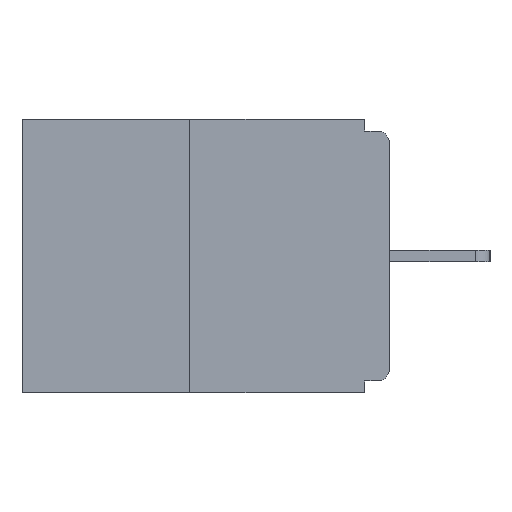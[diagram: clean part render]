
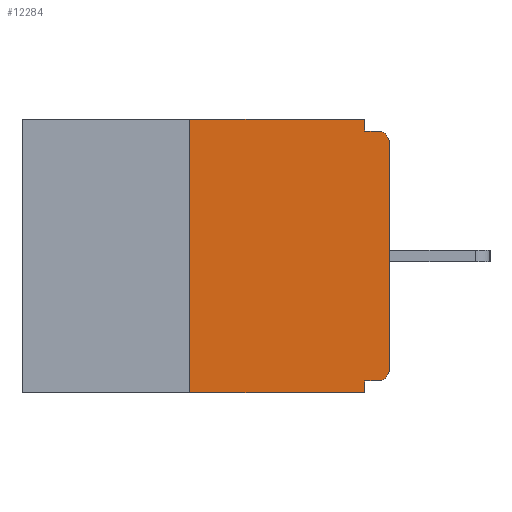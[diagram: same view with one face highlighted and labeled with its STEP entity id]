
A CAD part, left-side view. The second image highlights one B-rep face of the part: STEP entity #12284.
In plain terms, the highlighted planar face has unit normal (-1, 0, 0).
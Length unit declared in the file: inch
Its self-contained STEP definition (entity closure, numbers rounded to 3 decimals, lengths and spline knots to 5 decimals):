
#153 = DIRECTION ( 'NONE',  ( 0., 1., 0. ) ) ;
#551 = EDGE_CURVE ( 'NONE', #18719, #5181, #5577, .T. ) ;
#844 = LINE ( 'NONE', #7056, #2526 ) ;
#1237 = VECTOR ( 'NONE', #8788, 39.37008 ) ;
#1478 = ORIENTED_EDGE ( 'NONE', *, *, #23571, .T. ) ;
#1687 = CARTESIAN_POINT ( 'NONE',  ( 0., 0.25, -0.343 ) ) ;
#1880 = VERTEX_POINT ( 'NONE', #1687 ) ;
#2160 = ORIENTED_EDGE ( 'NONE', *, *, #23972, .T. ) ;
#2409 = VECTOR ( 'NONE', #13028, 39.37008 ) ;
#2526 = VECTOR ( 'NONE', #11641, 39.37008 ) ;
#2788 = CARTESIAN_POINT ( 'NONE',  ( 0., 0.25, 0. ) ) ;
#2869 = VERTEX_POINT ( 'NONE', #21418 ) ;
#3033 = VECTOR ( 'NONE', #20397, 39.37008 ) ;
#3592 = EDGE_CURVE ( 'NONE', #2869, #17184, #23184, .T. ) ;
#4737 = LINE ( 'NONE', #23862, #1237 ) ;
#5181 = VERTEX_POINT ( 'NONE', #18781 ) ;
#5209 = DIRECTION ( 'NONE',  ( 0., 0., -1. ) ) ;
#5399 = DIRECTION ( 'NONE',  ( -1., 0., 0. ) ) ;
#5520 = EDGE_CURVE ( 'NONE', #2869, #24399, #19229, .T. ) ;
#5577 = LINE ( 'NONE', #16381, #26542 ) ;
#5847 = ORIENTED_EDGE ( 'NONE', *, *, #14680, .F. ) ;
#6496 = CIRCLE ( 'NONE', #24205, 0.015 ) ;
#6516 = VECTOR ( 'NONE', #24439, 39.37008 ) ;
#6750 = EDGE_CURVE ( 'NONE', #22099, #11668, #19217, .T. ) ;
#6930 = ORIENTED_EDGE ( 'NONE', *, *, #7187, .T. ) ;
#7056 = CARTESIAN_POINT ( 'NONE',  ( 0., 0.031, 0. ) ) ;
#7187 = EDGE_CURVE ( 'NONE', #1880, #22613, #4737, .T. ) ;
#7350 = EDGE_LOOP ( 'NONE', ( #12491, #26209, #6930, #5847, #14475, #19491, #2160, #1478, #21942, #22414 ) ) ;
#7732 = DIRECTION ( 'NONE',  ( 0., -1., 0. ) ) ;
#7841 = LINE ( 'NONE', #9736, #6516 ) ;
#8563 = CARTESIAN_POINT ( 'NONE',  ( 0., 0., -0.313 ) ) ;
#8788 = DIRECTION ( 'NONE',  ( 0., -1., 0. ) ) ;
#9234 = DIRECTION ( 'NONE',  ( 0., 0., 1. ) ) ;
#9736 = CARTESIAN_POINT ( 'NONE',  ( 0., 0., 0. ) ) ;
#9746 = AXIS2_PLACEMENT_3D ( 'NONE', #17556, #5399, #25767 ) ;
#10002 = CARTESIAN_POINT ( 'NONE',  ( 0., 0., -0.03 ) ) ;
#10145 = CARTESIAN_POINT ( 'NONE',  ( 0., 0.25, 0. ) ) ;
#10255 = LINE ( 'NONE', #18498, #3033 ) ;
#10949 = CARTESIAN_POINT ( 'NONE',  ( 0., 0., -0.328 ) ) ;
#11101 = CARTESIAN_POINT ( 'NONE',  ( 0., 0.031, -0.343 ) ) ;
#11641 = DIRECTION ( 'NONE',  ( 0., 0., -1. ) ) ;
#11668 = VERTEX_POINT ( 'NONE', #19320 ) ;
#11754 = VECTOR ( 'NONE', #153, 39.37008 ) ;
#12284 = ADVANCED_FACE ( 'NONE', ( #17508 ), #21280, .F. ) ;
#12491 = ORIENTED_EDGE ( 'NONE', *, *, #551, .F. ) ;
#13028 = DIRECTION ( 'NONE',  ( 0., -1., 0. ) ) ;
#13071 = CARTESIAN_POINT ( 'NONE',  ( 0., 0.46, 0. ) ) ;
#13322 = DIRECTION ( 'NONE',  ( 1., 0., 0. ) ) ;
#14020 = EDGE_CURVE ( 'NONE', #1880, #18719, #21250, .T. ) ;
#14475 = ORIENTED_EDGE ( 'NONE', *, *, #3592, .F. ) ;
#14680 = EDGE_CURVE ( 'NONE', #17184, #22613, #10255, .T. ) ;
#16381 = CARTESIAN_POINT ( 'NONE',  ( 0., 0.46, 0. ) ) ;
#17016 = CARTESIAN_POINT ( 'NONE',  ( 0., 0.031, -0.328 ) ) ;
#17184 = VERTEX_POINT ( 'NONE', #17016 ) ;
#17508 = FACE_OUTER_BOUND ( 'NONE', #7350, .T. ) ;
#17556 = CARTESIAN_POINT ( 'NONE',  ( 0., 0.015, -0.313 ) ) ;
#18498 = CARTESIAN_POINT ( 'NONE',  ( 0., 0.031, -0.343 ) ) ;
#18592 = EDGE_CURVE ( 'NONE', #5181, #22099, #844, .T. ) ;
#18719 = VERTEX_POINT ( 'NONE', #10145 ) ;
#18781 = CARTESIAN_POINT ( 'NONE',  ( 0., 0.031, 0. ) ) ;
#19217 = LINE ( 'NONE', #23781, #2409 ) ;
#19229 = CIRCLE ( 'NONE', #9746, 0.015 ) ;
#19320 = CARTESIAN_POINT ( 'NONE',  ( 0., 0.015, -0.015 ) ) ;
#19379 = DIRECTION ( 'NONE',  ( 0., 0., -1. ) ) ;
#19491 = ORIENTED_EDGE ( 'NONE', *, *, #5520, .T. ) ;
#20397 = DIRECTION ( 'NONE',  ( 0., 0., -1. ) ) ;
#21250 = LINE ( 'NONE', #2788, #21486 ) ;
#21280 = PLANE ( 'NONE',  #22121 ) ;
#21418 = CARTESIAN_POINT ( 'NONE',  ( 0., 0.015, -0.328 ) ) ;
#21486 = VECTOR ( 'NONE', #9234, 39.37008 ) ;
#21942 = ORIENTED_EDGE ( 'NONE', *, *, #6750, .F. ) ;
#22099 = VERTEX_POINT ( 'NONE', #25284 ) ;
#22121 = AXIS2_PLACEMENT_3D ( 'NONE', #13071, #13322, #19379 ) ;
#22414 = ORIENTED_EDGE ( 'NONE', *, *, #18592, .F. ) ;
#22613 = VERTEX_POINT ( 'NONE', #11101 ) ;
#23184 = LINE ( 'NONE', #10949, #11754 ) ;
#23571 = EDGE_CURVE ( 'NONE', #23976, #11668, #6496, .T. ) ;
#23689 = CARTESIAN_POINT ( 'NONE',  ( 0., 0.015, -0.03 ) ) ;
#23781 = CARTESIAN_POINT ( 'NONE',  ( 0., 0., -0.015 ) ) ;
#23862 = CARTESIAN_POINT ( 'NONE',  ( 0., 0.46, -0.343 ) ) ;
#23972 = EDGE_CURVE ( 'NONE', #24399, #23976, #7841, .T. ) ;
#23976 = VERTEX_POINT ( 'NONE', #10002 ) ;
#24101 = DIRECTION ( 'NONE',  ( -1., 0., 0. ) ) ;
#24205 = AXIS2_PLACEMENT_3D ( 'NONE', #23689, #24101, #5209 ) ;
#24399 = VERTEX_POINT ( 'NONE', #8563 ) ;
#24439 = DIRECTION ( 'NONE',  ( 0., 0., 1. ) ) ;
#25284 = CARTESIAN_POINT ( 'NONE',  ( 0., 0.031, -0.015 ) ) ;
#25767 = DIRECTION ( 'NONE',  ( 0., 0., -1. ) ) ;
#26209 = ORIENTED_EDGE ( 'NONE', *, *, #14020, .F. ) ;
#26542 = VECTOR ( 'NONE', #7732, 39.37008 ) ;
